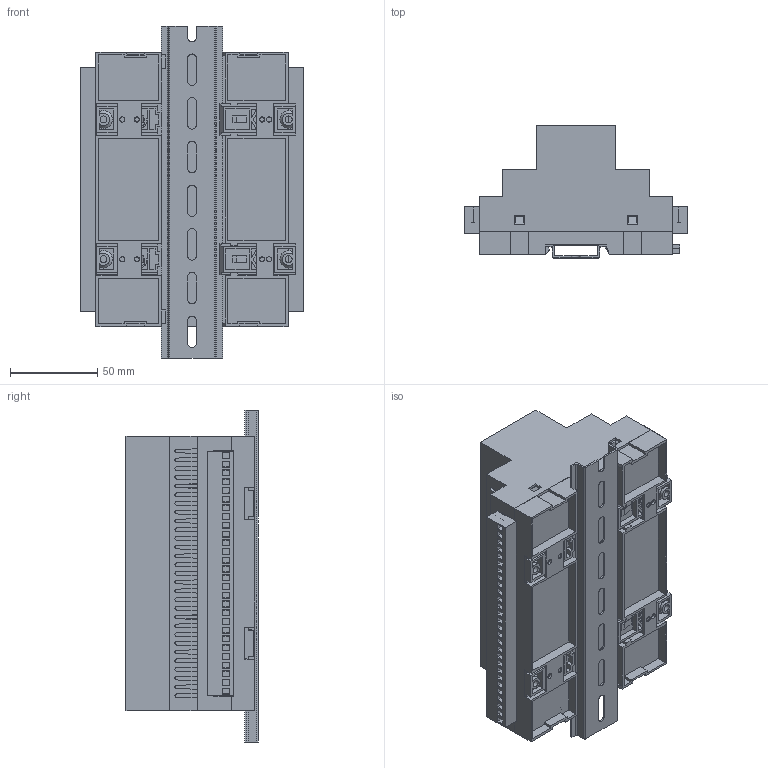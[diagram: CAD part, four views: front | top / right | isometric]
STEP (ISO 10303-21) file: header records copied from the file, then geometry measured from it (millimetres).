
FILE_DESCRIPTION (( 'STEP AP214' ), '1' );
FILE_NAME ('MD-157-03.STEP', '2022-01-24T11:03:33', ( '' ), ( '' ), 'SwSTEP 2.0', 'SolidWorks 2017', '' );
FILE_SCHEMA (( 'AUTOMOTIVE_DESIGN' ));
Length unit declared in the file: millimetre
Products named in the file (25): MD-157-03; Base plate - MDB-157; TopCover - MDC-157; Vertical PCB; Euro Terminal5mm-Plug-In-28Way; Clip-Big; Base PCB-MDP-157-01; Screw-small; Clip-Small; Rail-35-190mm; Horizontal PCB-157
Assembly tree (14 placements, depth 2):
  MD-157-03
    TopCover - MDC-157
    Base plate - MDB-157
    Clip-Big  x2
    Clip-Small  x2
    Base PCB-MDP-157-01
    Euro Terminal5mm-Plug-In-28Way  x2
    Vertical PCB
    Horizontal PCB-157
    Rail-35-190mm
    Screw-small  x2
  Base plate - MDB-157
  Vertical PCB
  Euro Terminal5mm-Plug-In-28Way
  Clip-Big
Bounding box: 127.6 x 75.55 x 190 mm (x, y, z)
Volume: 207715.9 mm3; surface area: 267639.7 mm2
Topology: 14 solids, 14 shells, 3761 faces, 11033 edges, 7173 vertices
Faces by surface type: plane 2762, cylinder 963, cone 30, torus 6
Entity records: 102730 total; most frequent: ORIENTED_EDGE 18012, CARTESIAN_POINT 17975, DIRECTION 17076, EDGE_CURVE 9006, VECTOR 6878, LINE 6878, VERTEX_POINT 5866, AXIS2_PLACEMENT_3D 5099
